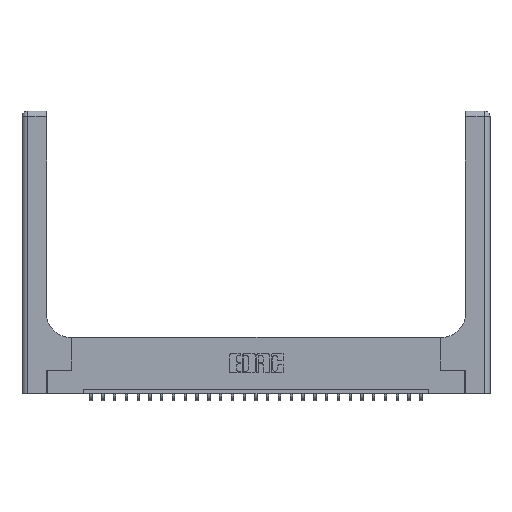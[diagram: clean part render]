
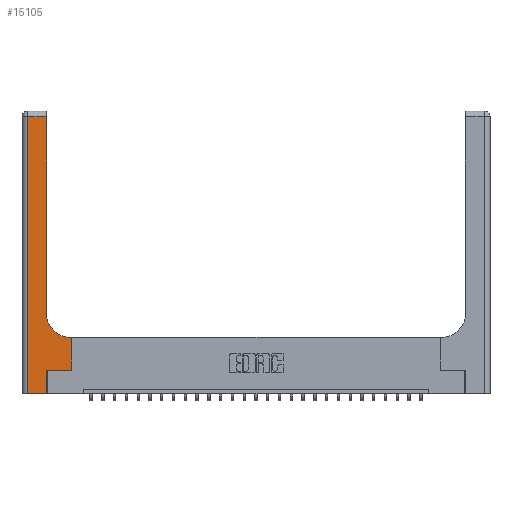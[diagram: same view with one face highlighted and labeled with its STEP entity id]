
A CAD part, top view. The second image highlights one B-rep face of the part: STEP entity #15105.
In plain terms, the highlighted planar face has unit normal (0, 0, 1).
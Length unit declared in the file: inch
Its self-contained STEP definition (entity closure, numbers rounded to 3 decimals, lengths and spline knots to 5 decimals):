
#57 = EDGE_CURVE ( 'NONE', #279, #17644, #16365, .T. ) ;
#279 = VERTEX_POINT ( 'NONE', #24379 ) ;
#593 = VERTEX_POINT ( 'NONE', #11545 ) ;
#677 = EDGE_CURVE ( 'NONE', #1074, #10929, #18452, .T. ) ;
#860 = ORIENTED_EDGE ( 'NONE', *, *, #12606, .T. ) ;
#1052 = CARTESIAN_POINT ( 'NONE',  ( 0.26, 0.6, 0.37 ) ) ;
#1074 = VERTEX_POINT ( 'NONE', #9816 ) ;
#1315 = ORIENTED_EDGE ( 'NONE', *, *, #3826, .T. ) ;
#1412 = VERTEX_POINT ( 'NONE', #8847 ) ;
#2251 = VERTEX_POINT ( 'NONE', #9240 ) ;
#2866 = DIRECTION ( 'NONE',  ( 1., 0., 0. ) ) ;
#3274 = ORIENTED_EDGE ( 'NONE', *, *, #8424, .T. ) ;
#3655 = ORIENTED_EDGE ( 'NONE', *, *, #57, .T. ) ;
#3826 = EDGE_CURVE ( 'NONE', #593, #1412, #20114, .T. ) ;
#3986 = DIRECTION ( 'NONE',  ( -1., 0., 0. ) ) ;
#4112 = VECTOR ( 'NONE', #6890, 39.37008 ) ;
#5094 = DIRECTION ( 'NONE',  ( 0., 1., 0. ) ) ;
#5813 = VERTEX_POINT ( 'NONE', #12629 ) ;
#6107 = VECTOR ( 'NONE', #17508, 39.37008 ) ;
#6223 = AXIS2_PLACEMENT_3D ( 'NONE', #23070, #22966, #22859 ) ;
#6480 = EDGE_CURVE ( 'NONE', #5813, #1074, #20243, .T. ) ;
#6542 = CARTESIAN_POINT ( 'NONE',  ( 0.06, 3., 0.37 ) ) ;
#6766 = DIRECTION ( 'NONE',  ( -1., 0., 0. ) ) ;
#6890 = DIRECTION ( 'NONE',  ( 1., 0., 0. ) ) ;
#7225 = ORIENTED_EDGE ( 'NONE', *, *, #10554, .T. ) ;
#8424 = EDGE_CURVE ( 'NONE', #1412, #279, #9307, .T. ) ;
#8480 = VERTEX_POINT ( 'NONE', #10955 ) ;
#8523 = DIRECTION ( 'NONE',  ( 0., -1., 0. ) ) ;
#8847 = CARTESIAN_POINT ( 'NONE',  ( 0.06, 0., 0.37 ) ) ;
#9240 = CARTESIAN_POINT ( 'NONE',  ( 0.528, 0.25, 0.37 ) ) ;
#9307 = LINE ( 'NONE', #12640, #4112 ) ;
#9816 = CARTESIAN_POINT ( 'NONE',  ( 0.51, 0.6, 0.37 ) ) ;
#9890 = VECTOR ( 'NONE', #8523, 39.37008 ) ;
#10178 = CARTESIAN_POINT ( 'NONE',  ( 0.26, 0.85, 0.37 ) ) ;
#10554 = EDGE_CURVE ( 'NONE', #17644, #2251, #19467, .T. ) ;
#10862 = CARTESIAN_POINT ( 'NONE',  ( 0.528, 0.25, 0.37 ) ) ;
#10929 = VERTEX_POINT ( 'NONE', #10178 ) ;
#10955 = CARTESIAN_POINT ( 'NONE',  ( 0.26, 2.94, 0.37 ) ) ;
#11467 = LINE ( 'NONE', #10862, #14754 ) ;
#11522 = DIRECTION ( 'NONE',  ( -1., 0., 0. ) ) ;
#11545 = CARTESIAN_POINT ( 'NONE',  ( 0.06, 2.94, 0.37 ) ) ;
#12131 = EDGE_CURVE ( 'NONE', #10929, #8480, #14824, .T. ) ;
#12167 = ORIENTED_EDGE ( 'NONE', *, *, #6480, .T. ) ;
#12465 = CARTESIAN_POINT ( 'NONE',  ( 0.265, 0.25, 0.37 ) ) ;
#12606 = EDGE_CURVE ( 'NONE', #8480, #593, #24435, .T. ) ;
#12629 = CARTESIAN_POINT ( 'NONE',  ( 0.528, 0.6, 0.37 ) ) ;
#12640 = CARTESIAN_POINT ( 'NONE',  ( 0., 0., 0.37 ) ) ;
#12659 = ORIENTED_EDGE ( 'NONE', *, *, #677, .T. ) ;
#12897 = CARTESIAN_POINT ( 'NONE',  ( 0.265, 0., 0.37 ) ) ;
#13446 = CARTESIAN_POINT ( 'NONE',  ( 0., 2.94, 0.37 ) ) ;
#13655 = PLANE ( 'NONE',  #19505 ) ;
#14153 = EDGE_CURVE ( 'NONE', #2251, #5813, #11467, .T. ) ;
#14754 = VECTOR ( 'NONE', #5094, 39.37008 ) ;
#14824 = LINE ( 'NONE', #15801, #24457 ) ;
#15024 = ORIENTED_EDGE ( 'NONE', *, *, #14153, .T. ) ;
#15105 = ADVANCED_FACE ( 'NONE', ( #19235 ), #13655, .F. ) ;
#15403 = VECTOR ( 'NONE', #11522, 39.37008 ) ;
#15572 = DIRECTION ( 'NONE',  ( 0., 0., -1. ) ) ;
#15801 = CARTESIAN_POINT ( 'NONE',  ( 0.26, 3., 0.37 ) ) ;
#16365 = LINE ( 'NONE', #12897, #6107 ) ;
#16918 = VECTOR ( 'NONE', #6766, 39.37008 ) ;
#17508 = DIRECTION ( 'NONE',  ( 0., 1., 0. ) ) ;
#17644 = VERTEX_POINT ( 'NONE', #23885 ) ;
#17765 = DIRECTION ( 'NONE',  ( 0., 1., 0. ) ) ;
#18452 = CIRCLE ( 'NONE', #6223, 0.25 ) ;
#19235 = FACE_OUTER_BOUND ( 'NONE', #21096, .T. ) ;
#19467 = LINE ( 'NONE', #12465, #23979 ) ;
#19505 = AXIS2_PLACEMENT_3D ( 'NONE', #21312, #15572, #3986 ) ;
#20114 = LINE ( 'NONE', #6542, #9890 ) ;
#20243 = LINE ( 'NONE', #1052, #16918 ) ;
#21096 = EDGE_LOOP ( 'NONE', ( #23936, #860, #1315, #3274, #3655, #7225, #15024, #12167, #12659 ) ) ;
#21312 = CARTESIAN_POINT ( 'NONE',  ( 0., 3., 0.37 ) ) ;
#22859 = DIRECTION ( 'NONE',  ( 1., 0., 0. ) ) ;
#22966 = DIRECTION ( 'NONE',  ( 0., 0., -1. ) ) ;
#23070 = CARTESIAN_POINT ( 'NONE',  ( 0.51, 0.85, 0.37 ) ) ;
#23885 = CARTESIAN_POINT ( 'NONE',  ( 0.265, 0.25, 0.37 ) ) ;
#23936 = ORIENTED_EDGE ( 'NONE', *, *, #12131, .T. ) ;
#23979 = VECTOR ( 'NONE', #2866, 39.37008 ) ;
#24379 = CARTESIAN_POINT ( 'NONE',  ( 0.265, 0., 0.37 ) ) ;
#24435 = LINE ( 'NONE', #13446, #15403 ) ;
#24457 = VECTOR ( 'NONE', #17765, 39.37008 ) ;
